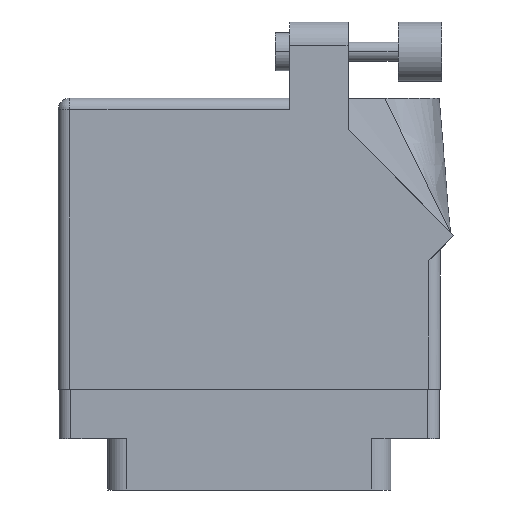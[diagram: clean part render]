
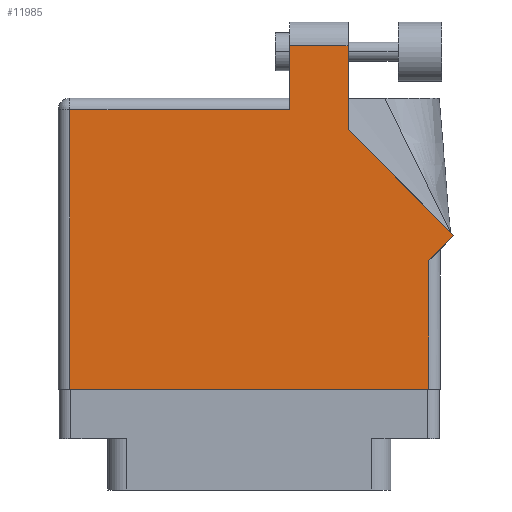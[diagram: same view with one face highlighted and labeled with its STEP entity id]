
A CAD part, front view. The second image highlights one B-rep face of the part: STEP entity #11985.
In plain terms, the highlighted face is planar.
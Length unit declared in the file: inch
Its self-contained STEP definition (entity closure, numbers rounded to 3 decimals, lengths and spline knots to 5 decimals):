
#1536 = VECTOR ( 'NONE', #16178, 39.37008 ) ;
#2111 = EDGE_CURVE ( 'NONE', #14075, #7861, #23722, .T. ) ;
#2223 = CARTESIAN_POINT ( 'NONE',  ( 1.217, 1.805, 0. ) ) ;
#2689 = VERTEX_POINT ( 'NONE', #11767 ) ;
#3284 = LINE ( 'NONE', #35586, #35312 ) ;
#3446 = CARTESIAN_POINT ( 'NONE',  ( 1.217, 1.468, 0. ) ) ;
#4262 = EDGE_CURVE ( 'NONE', #12723, #22498, #3284, .T. ) ;
#4658 = ORIENTED_EDGE ( 'NONE', *, *, #32898, .T. ) ;
#5182 = VERTEX_POINT ( 'NONE', #25260 ) ;
#5969 = DIRECTION ( 'NONE',  ( 1., 0., 0. ) ) ;
#6207 = VECTOR ( 'NONE', #38126, 39.37008 ) ;
#6453 = ORIENTED_EDGE ( 'NONE', *, *, #8600, .T. ) ;
#6707 = ORIENTED_EDGE ( 'NONE', *, *, #35946, .T. ) ;
#7573 = CARTESIAN_POINT ( 'NONE',  ( 0.062, 0., 0. ) ) ;
#7861 = VERTEX_POINT ( 'NONE', #3446 ) ;
#8494 = DIRECTION ( 'NONE',  ( 0., -1., 0. ) ) ;
#8600 = EDGE_CURVE ( 'NONE', #7861, #25284, #20490, .T. ) ;
#8894 = ORIENTED_EDGE ( 'NONE', *, *, #4262, .T. ) ;
#9748 = VERTEX_POINT ( 'NONE', #12531 ) ;
#9938 = LINE ( 'NONE', #36440, #16089 ) ;
#10813 = ORIENTED_EDGE ( 'NONE', *, *, #13171, .T. ) ;
#11767 = CARTESIAN_POINT ( 'NONE',  ( 1.524, 1.805, 0. ) ) ;
#11985 = ADVANCED_FACE ( 'NONE', ( #34526 ), #32836, .F. ) ;
#12236 = EDGE_CURVE ( 'NONE', #22498, #5182, #17113, .T. ) ;
#12396 = ORIENTED_EDGE ( 'NONE', *, *, #17517, .T. ) ;
#12518 = CARTESIAN_POINT ( 'NONE',  ( 2.08071, 0.80771, 0. ) ) ;
#12531 = CARTESIAN_POINT ( 'NONE',  ( 1.524, 1.36442, 0. ) ) ;
#12723 = VERTEX_POINT ( 'NONE', #7573 ) ;
#12993 = CARTESIAN_POINT ( 'NONE',  ( 1.948, 0.737, 0. ) ) ;
#13171 = EDGE_CURVE ( 'NONE', #5182, #17523, #19933, .T. ) ;
#13569 = LINE ( 'NONE', #15929, #22015 ) ;
#14075 = VERTEX_POINT ( 'NONE', #2223 ) ;
#14359 = EDGE_CURVE ( 'NONE', #25284, #12723, #9938, .T. ) ;
#14572 = CARTESIAN_POINT ( 'NONE',  ( 0., 1.468, 0. ) ) ;
#14919 = CARTESIAN_POINT ( 'NONE',  ( 1.217, 1.805, 0. ) ) ;
#15756 = VECTOR ( 'NONE', #8494, 39.37008 ) ;
#15804 = VECTOR ( 'NONE', #24675, 39.37008 ) ;
#15929 = CARTESIAN_POINT ( 'NONE',  ( 1.524, 1.36442, 0. ) ) ;
#16089 = VECTOR ( 'NONE', #30889, 39.37008 ) ;
#16178 = DIRECTION ( 'NONE',  ( 0., 1., 0. ) ) ;
#17113 = LINE ( 'NONE', #12993, #1536 ) ;
#17517 = EDGE_CURVE ( 'NONE', #2689, #14075, #20959, .T. ) ;
#17523 = VERTEX_POINT ( 'NONE', #30136 ) ;
#18675 = DIRECTION ( 'NONE',  ( 0., 1., 0. ) ) ;
#19933 = LINE ( 'NONE', #32442, #6207 ) ;
#20490 = LINE ( 'NONE', #14572, #15804 ) ;
#20959 = LINE ( 'NONE', #14919, #38829 ) ;
#22015 = VECTOR ( 'NONE', #18675, 39.37008 ) ;
#22326 = VECTOR ( 'NONE', #33703, 39.37008 ) ;
#22498 = VERTEX_POINT ( 'NONE', #27113 ) ;
#23722 = LINE ( 'NONE', #25994, #15756 ) ;
#24675 = DIRECTION ( 'NONE',  ( -1., 0., 0. ) ) ;
#25073 = ORIENTED_EDGE ( 'NONE', *, *, #2111, .T. ) ;
#25260 = CARTESIAN_POINT ( 'NONE',  ( 1.948, 0.675, 0. ) ) ;
#25284 = VERTEX_POINT ( 'NONE', #32443 ) ;
#25326 = ORIENTED_EDGE ( 'NONE', *, *, #12236, .T. ) ;
#25994 = CARTESIAN_POINT ( 'NONE',  ( 1.217, 1.53, 0. ) ) ;
#26471 = ORIENTED_EDGE ( 'NONE', *, *, #14359, .T. ) ;
#26878 = CARTESIAN_POINT ( 'NONE',  ( 0., 1.53, 0. ) ) ;
#27092 = AXIS2_PLACEMENT_3D ( 'NONE', #26878, #29901, #35997 ) ;
#27113 = CARTESIAN_POINT ( 'NONE',  ( 1.948, 0., 0. ) ) ;
#28066 = EDGE_LOOP ( 'NONE', ( #4658, #12396, #25073, #6453, #26471, #8894, #25326, #10813, #6707 ) ) ;
#29901 = DIRECTION ( 'NONE',  ( 0., 0., -1. ) ) ;
#30136 = CARTESIAN_POINT ( 'NONE',  ( 2.08071, 0.80771, 0. ) ) ;
#30889 = DIRECTION ( 'NONE',  ( 0., -1., 0. ) ) ;
#32442 = CARTESIAN_POINT ( 'NONE',  ( 2.01, 0.737, 0. ) ) ;
#32443 = CARTESIAN_POINT ( 'NONE',  ( 0.062, 1.468, 0. ) ) ;
#32836 = PLANE ( 'NONE',  #27092 ) ;
#32898 = EDGE_CURVE ( 'NONE', #9748, #2689, #13569, .T. ) ;
#33123 = LINE ( 'NONE', #12518, #22326 ) ;
#33703 = DIRECTION ( 'NONE',  ( -0.707, 0.707, 0. ) ) ;
#34526 = FACE_OUTER_BOUND ( 'NONE', #28066, .T. ) ;
#35312 = VECTOR ( 'NONE', #5969, 39.37008 ) ;
#35586 = CARTESIAN_POINT ( 'NONE',  ( 0., 0., 0. ) ) ;
#35946 = EDGE_CURVE ( 'NONE', #17523, #9748, #33123, .T. ) ;
#35960 = DIRECTION ( 'NONE',  ( -1., 0., 0. ) ) ;
#35997 = DIRECTION ( 'NONE',  ( -1., 0., 0. ) ) ;
#36440 = CARTESIAN_POINT ( 'NONE',  ( 0.062, 0., 0. ) ) ;
#38126 = DIRECTION ( 'NONE',  ( 0.707, 0.707, 0. ) ) ;
#38829 = VECTOR ( 'NONE', #35960, 39.37008 ) ;
